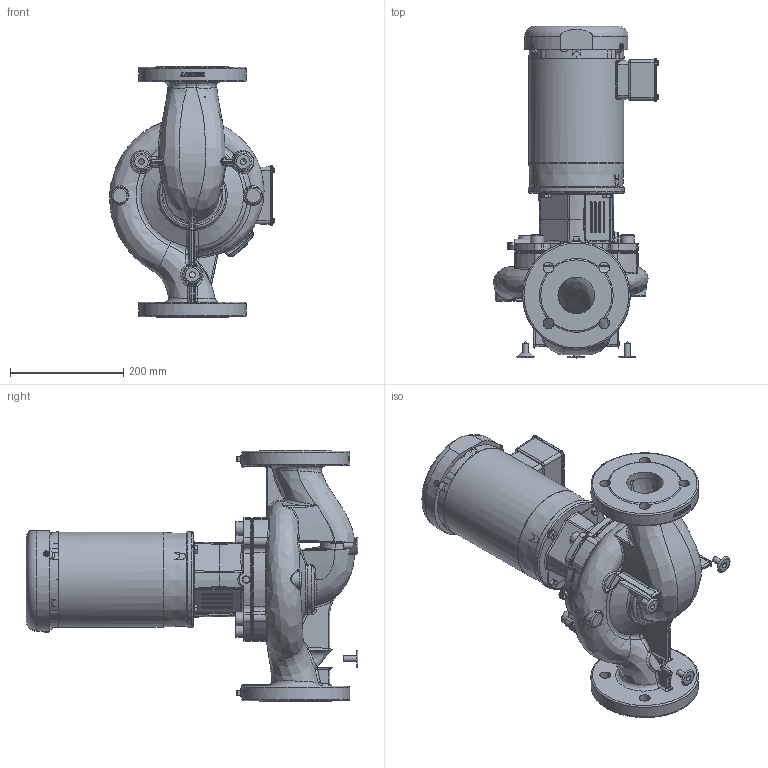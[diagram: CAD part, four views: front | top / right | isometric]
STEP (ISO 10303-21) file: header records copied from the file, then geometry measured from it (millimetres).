
FILE_DESCRIPTION(/* description */ (''),/* implementation_level */ '2;1');
FILE_NAME(/* name */ '2714491 - PUMP IL2.5 30_245-4-S1E 460V_3_60 TEFC_Shrinkwrap_1.stp',/* time_stamp */ '2022-03-24T09:10:12-05:00',/* author */ ('faliszekte'),/* organization */ (''),/* preprocessor_version */ 'ST-DEVELOPER v18.1',/* originating_system */ 'Autodesk Inventor 2021',/* authorisation */ '');
FILE_SCHEMA (('AUTOMOTIVE_DESIGN { 1 0 10303 214 3 1 1 }'));
Length unit declared in the file: inch
Products named in the file (1): 2714491 - PUMP IL2.5 30_245-4-S1E 460V_3_60 TEFC_Shrinkwrap_1
Bounding box: 291.72 x 587.03 x 444.49 mm (x, y, z)
Surface area: 893532.2 mm2 (no closed solid volume)
Topology: 0 solids, 32 shells, 2102 faces, 5966 edges, 3803 vertices
Faces by surface type: plane 686, bspline 597, cylinder 500, cone 197, sphere 71, torus 51
Full cylindrical faces by diameter (mm): 3.768 x1, 7.463 x64, 8 x2, 8.141 x10, 8.839 x4, 9 x2, 9.525 x45, 10.11 x3, 10.516 x3, 14 x2, 15.869 x1, 19.05 x8, 23.812 x4, 24.943 x1, 27 x1, 33.05 x1, 65 x1, 85.25 x1, 167.945 x2, 190.5 x2
Entity records: 142870 total; most frequent: CARTESIAN_POINT 91373, ORIENTED_EDGE 11024, DIRECTION 9131, EDGE_CURVE 5919, VERTEX_POINT 3803, AXIS2_PLACEMENT_3D 3443, LINE 2245, VECTOR 2245
